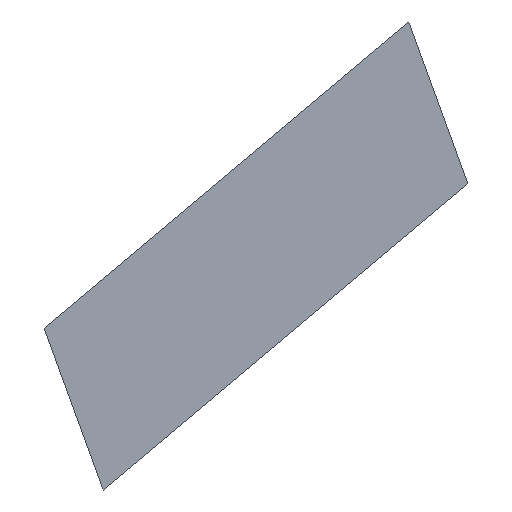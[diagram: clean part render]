
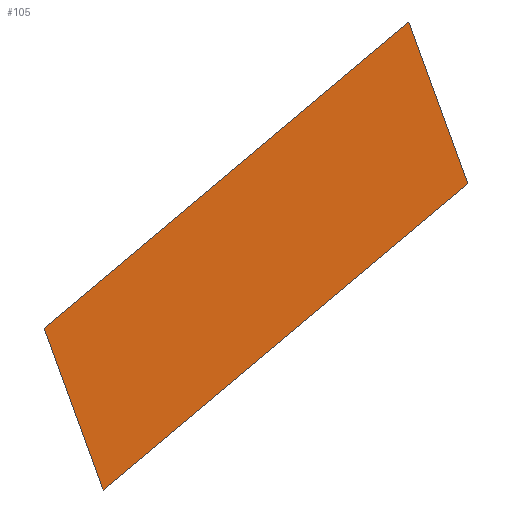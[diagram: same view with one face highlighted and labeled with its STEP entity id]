
A CAD part, front view. The second image highlights one B-rep face of the part: STEP entity #105.
In plain terms, the highlighted planar face has unit normal (0, -1, 0).
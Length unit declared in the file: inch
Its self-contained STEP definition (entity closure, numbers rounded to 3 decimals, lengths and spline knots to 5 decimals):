
#19=FACE_OUTER_BOUND('',#25,.T.);
#25=EDGE_LOOP('',(#87,#88,#89,#90));
#28=LINE('',#159,#40);
#34=LINE('',#171,#46);
#35=LINE('',#173,#47);
#38=LINE('',#178,#50);
#40=VECTOR('',#132,0.3937);
#46=VECTOR('',#140,0.3937);
#47=VECTOR('',#143,0.3937);
#50=VECTOR('',#150,0.3937);
#51=VERTEX_POINT('',#155);
#53=VERTEX_POINT('',#158);
#56=VERTEX_POINT('',#165);
#58=VERTEX_POINT('',#169);
#60=EDGE_CURVE('',#53,#51,#28,.T.);
#66=EDGE_CURVE('',#56,#58,#34,.T.);
#67=EDGE_CURVE('',#58,#53,#35,.T.);
#70=EDGE_CURVE('',#56,#51,#38,.T.);
#87=ORIENTED_EDGE('',*,*,#60,.T.);
#88=ORIENTED_EDGE('',*,*,#70,.F.);
#89=ORIENTED_EDGE('',*,*,#66,.T.);
#90=ORIENTED_EDGE('',*,*,#67,.T.);
#99=PLANE('',#125);
#105=ADVANCED_FACE('',(#19),#99,.T.);
#125=AXIS2_PLACEMENT_3D('',#177,#148,#149);
#132=DIRECTION('',(0.342,0.,-0.94));
#140=DIRECTION('',(-0.342,0.,0.94));
#143=DIRECTION('',(-0.766,0.,-0.643));
#148=DIRECTION('center_axis',(0.,-1.,0.));
#149=DIRECTION('ref_axis',(0.,0.,1.));
#150=DIRECTION('',(-0.766,0.,-0.643));
#155=CARTESIAN_POINT('',(134.90192,0.,-317.97621));
#158=CARTESIAN_POINT('',(128.89641,0.,-301.47621));
#159=CARTESIAN_POINT('',(151.24392,0.,-362.8755));
#165=CARTESIAN_POINT('',(172.07312,0.,-286.78587));
#169=CARTESIAN_POINT('',(166.06761,0.,-270.28587));
#171=CARTESIAN_POINT('',(194.48112,0.,-348.35134));
#173=CARTESIAN_POINT('',(166.16951,0.,-270.20036));
#177=CARTESIAN_POINT('Origin',(552.17502,0.,-286.70036));
#178=CARTESIAN_POINT('',(172.17502,0.,-286.70036));
